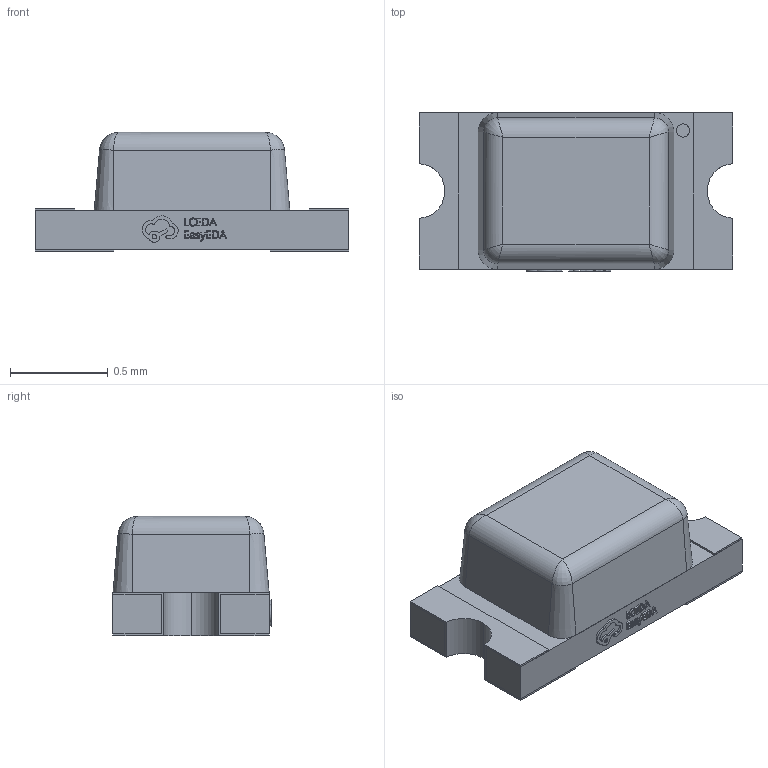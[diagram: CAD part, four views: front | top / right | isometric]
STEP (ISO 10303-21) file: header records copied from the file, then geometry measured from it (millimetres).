
FILE_DESCRIPTION (( 'STEP AP214' ), '1' );
FILE_NAME ('LED0603-R-FD.step', '2022-07-08T13:29:08', ( '' ), ( '' ), 'SwSTEP 2.0', 'SolidWorks 2020', '' );
FILE_SCHEMA (( 'AUTOMOTIVE_DESIGN' ));
Length unit declared in the file: millimetre
Products named in the file (1): LED0603-R-FD
Bounding box: 1.6 x 0.81 x 0.61 mm (x, y, z)
Volume: 0.5 mm3; surface area: 8.4 mm2
Topology: 4 solids, 4 shells, 356 faces, 949 edges, 626 vertices
Faces by surface type: plane 219, bspline 118, cylinder 15, cone 4
Entity records: 17017 total; most frequent: CARTESIAN_POINT 5056, ORIENTED_EDGE 1890, DIRECTION 1200, EDGE_CURVE 945, LINE 670, VECTOR 670, VERTEX_POINT 626, EDGE_LOOP 385
